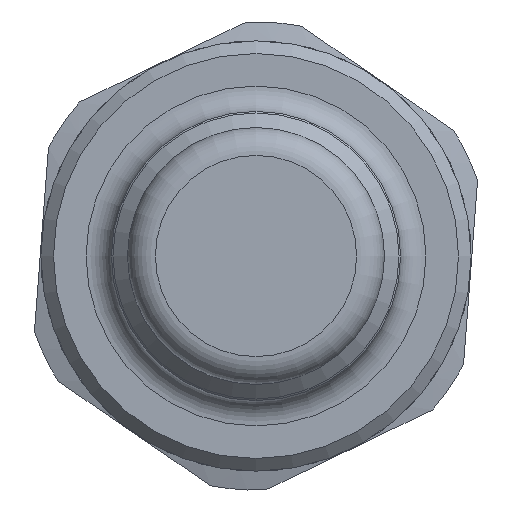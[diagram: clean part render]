
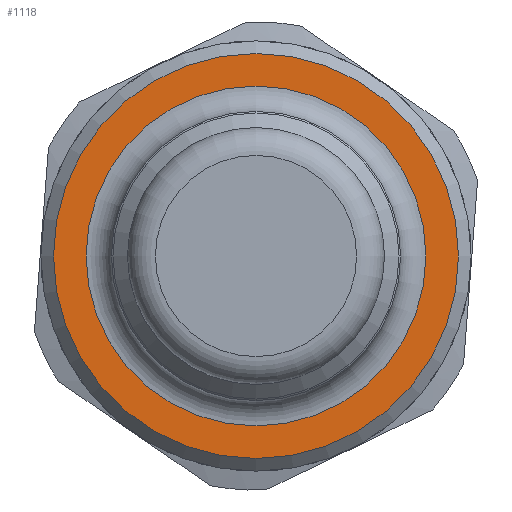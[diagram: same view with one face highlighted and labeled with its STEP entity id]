
A CAD part, left-side view. The second image highlights one B-rep face of the part: STEP entity #1118.
In plain terms, the highlighted planar face has unit normal (-1, 0, 0).
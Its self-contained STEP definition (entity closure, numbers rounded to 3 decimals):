
#1056=CARTESIAN_POINT('',(32.1,16.0,0.));
#1057=VERTEX_POINT('',#1056);
#1058=CARTESIAN_POINT('',(32.1,0.0,0.0));
#1059=DIRECTION('',(1.0,0.0,0.0));
#1060=DIRECTION('',(0.0,-1.0,0.0));
#1061=AXIS2_PLACEMENT_3D('',#1058,#1059,#1060);
#1062=CIRCLE('',#1061,16.0);
#1063=EDGE_CURVE('',#1057,#1057,#1062,.T.);
#1099=CARTESIAN_POINT('',(32.1,14.213,0.0));
#1100=DIRECTION('',(-1.0,0.0,0.0));
#1101=DIRECTION('',(0.0,0.0,1.0));
#1102=AXIS2_PLACEMENT_3D('',#1099,#1100,#1101);
#1103=PLANE('',#1102);
#1104=ORIENTED_EDGE('',*,*,#1063,.F.);
#1105=EDGE_LOOP('',(#1104));
#1106=FACE_OUTER_BOUND('',#1105,.T.);
#1107=CARTESIAN_POINT('',(32.1,13.425,0.));
#1108=VERTEX_POINT('',#1107);
#1109=CARTESIAN_POINT('',(32.1,0.0,0.0));
#1110=DIRECTION('',(-1.0,0.0,0.0));
#1111=DIRECTION('',(0.0,-1.0,0.0));
#1112=AXIS2_PLACEMENT_3D('',#1109,#1110,#1111);
#1113=CIRCLE('',#1112,13.425);
#1114=EDGE_CURVE('',#1108,#1108,#1113,.T.);
#1115=ORIENTED_EDGE('',*,*,#1114,.F.);
#1116=EDGE_LOOP('',(#1115));
#1117=FACE_BOUND('',#1116,.T.);
#1118=ADVANCED_FACE('',(#1106,#1117),#1103,.T.);
